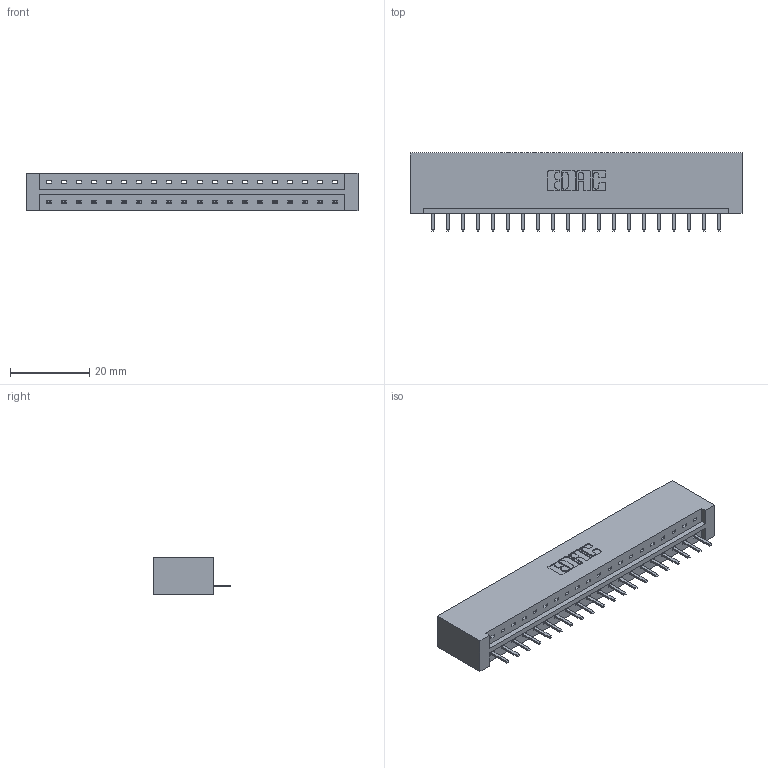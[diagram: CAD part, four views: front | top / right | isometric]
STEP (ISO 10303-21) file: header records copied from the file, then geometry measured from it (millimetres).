
FILE_DESCRIPTION (( 'STEP AP203' ), '1' );
FILE_NAME ('379-020-520-101.STEP', '2020-02-26T14:50:45', ( '' ), ( '' ), 'SwSTEP 2.0', 'SolidWorks 2016', '' );
FILE_SCHEMA (( 'CONFIG_CONTROL_DESIGN' ));
Length unit declared in the file: inch
Products named in the file (3): 345-292-001_345-293-120; 379 Part_Lugless; 379-020-520-101
Assembly tree (21 placements, depth 2):
  379-020-520-101
    379 Part_Lugless
    345-292-001_345-293-120  x20
Bounding box: 83.82 x 19.68 x 9.53 mm (x, y, z)
Volume: 9206.5 mm3; surface area: 9068.3 mm2
Topology: 21 solids, 21 shells, 1346 faces, 3967 edges, 2590 vertices
Faces by surface type: plane 946, cylinder 400
Entity records: 14909 total; most frequent: CARTESIAN_POINT 2594, ORIENTED_EDGE 2538, DIRECTION 2213, EDGE_CURVE 1269, LINE 1145, VECTOR 1145, VERTEX_POINT 842, AXIS2_PLACEMENT_3D 534
